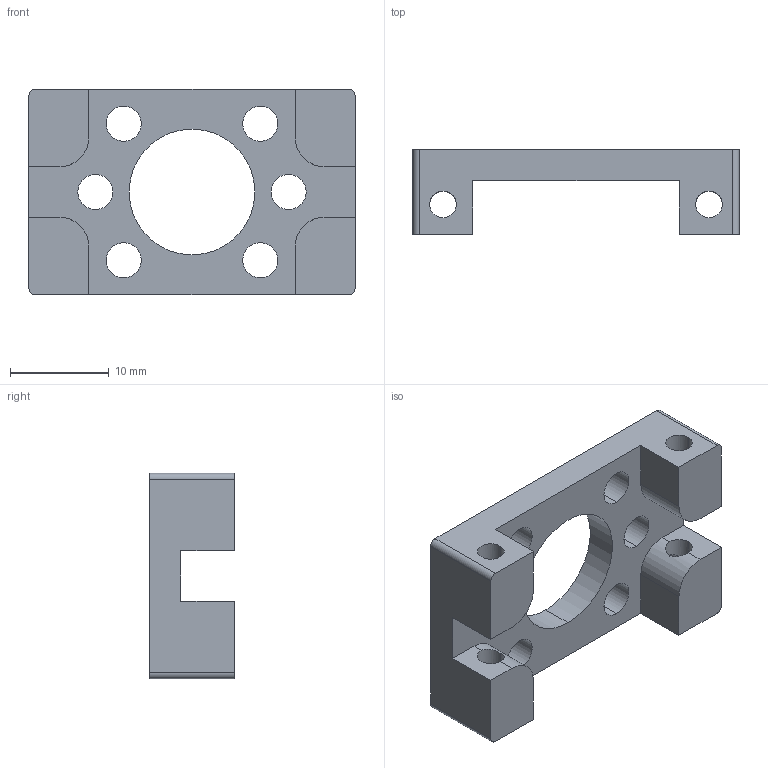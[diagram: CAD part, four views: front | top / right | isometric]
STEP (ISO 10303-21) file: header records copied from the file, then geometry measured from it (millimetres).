
FILE_DESCRIPTION (( 'STEP AP203' ), '1' );
FILE_NAME ('545448.STEP', '2014-07-11T16:33:10', ( 'Kyle' ), ( 'Microsoft' ), 'SwSTEP 2.0', 'SolidWorks 2014', '' );
FILE_SCHEMA (( 'CONFIG_CONTROL_DESIGN' ));
Length unit declared in the file: inch
Products named in the file (1): 545448
Bounding box: 33.02 x 8.63 x 20.83 mm (x, y, z)
Volume: 2306.5 mm3; surface area: 2581 mm2
Topology: 1 solids, 1 shells, 60 faces, 190 edges, 124 vertices
Faces by surface type: cylinder 42, plane 18
Entity records: 2337 total; most frequent: CARTESIAN_POINT 519, ORIENTED_EDGE 380, DIRECTION 356, EDGE_CURVE 190, AXIS2_PLACEMENT_3D 129, VERTEX_POINT 124, LINE 98, VECTOR 98
